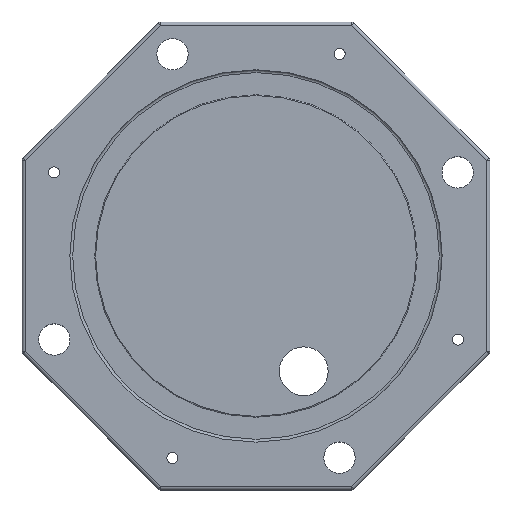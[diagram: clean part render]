
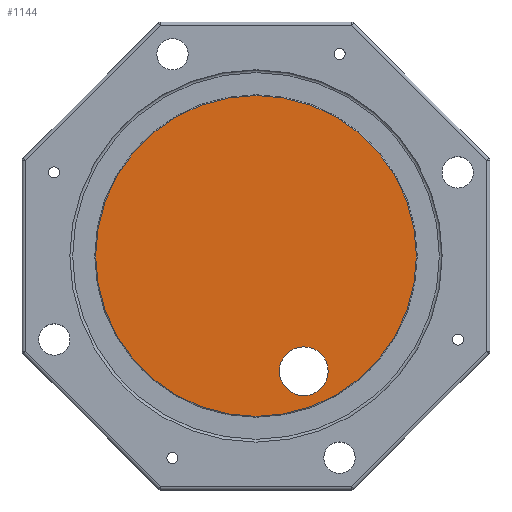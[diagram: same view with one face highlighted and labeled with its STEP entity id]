
A CAD part, top view. The second image highlights one B-rep face of the part: STEP entity #1144.
In plain terms, the highlighted planar face has unit normal (0, 0, 1).
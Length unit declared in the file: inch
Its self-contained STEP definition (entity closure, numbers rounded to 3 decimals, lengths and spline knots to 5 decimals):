
#50=FACE_BOUND('',#411,.T.);
#64=PLANE('',#1318);
#309=FACE_OUTER_BOUND('',#410,.T.);
#410=EDGE_LOOP('',(#1019));
#411=EDGE_LOOP('',(#1020));
#502=CIRCLE('',#1313,0.1565);
#505=CIRCLE('',#1317,1.0285);
#592=VERTEX_POINT('',#2021);
#594=VERTEX_POINT('',#2027);
#736=EDGE_CURVE('',#592,#592,#502,.T.);
#739=EDGE_CURVE('',#594,#594,#505,.T.);
#1019=ORIENTED_EDGE('',*,*,#739,.F.);
#1020=ORIENTED_EDGE('',*,*,#736,.T.);
#1144=ADVANCED_FACE('',(#309,#50),#64,.T.);
#1313=AXIS2_PLACEMENT_3D('',#2023,#1683,#1684);
#1317=AXIS2_PLACEMENT_3D('',#2029,#1691,#1692);
#1318=AXIS2_PLACEMENT_3D('',#2030,#1693,#1694);
#1683=DIRECTION('center_axis',(0.,0.,-1.));
#1684=DIRECTION('ref_axis',(-1.,0.,0.));
#1691=DIRECTION('center_axis',(0.,0.,-1.));
#1692=DIRECTION('ref_axis',(-1.,0.,0.));
#1693=DIRECTION('center_axis',(0.,0.,1.));
#1694=DIRECTION('ref_axis',(1.,0.,0.));
#2021=CARTESIAN_POINT('',(0.46265,-0.7391,0.2925));
#2023=CARTESIAN_POINT('Origin',(0.30615,-0.7391,0.2925));
#2027=CARTESIAN_POINT('',(1.0285,0.,0.2925));
#2029=CARTESIAN_POINT('Origin',(0.,0.,0.2925));
#2030=CARTESIAN_POINT('Origin',(-0.62149,-0.62149,0.2925));
